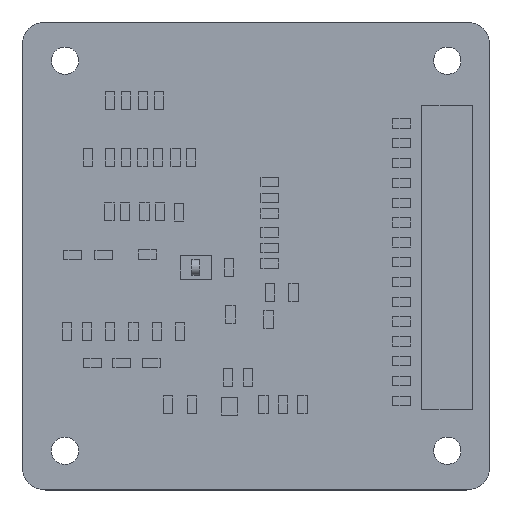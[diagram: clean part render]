
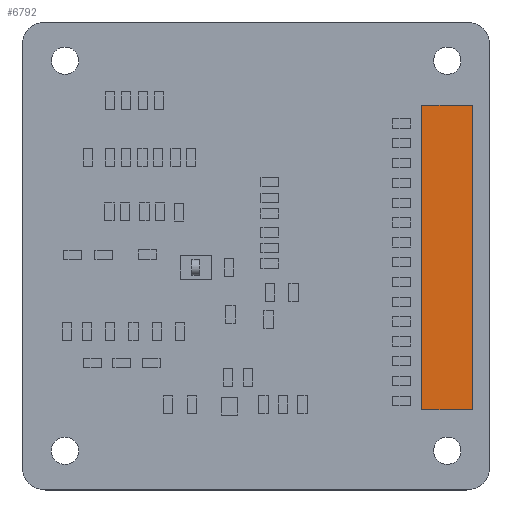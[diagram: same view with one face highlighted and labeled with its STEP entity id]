
A CAD part, top view. The second image highlights one B-rep face of the part: STEP entity #6792.
In plain terms, the highlighted planar face has unit normal (0, 0, 1).
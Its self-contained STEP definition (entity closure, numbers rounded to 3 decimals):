
#6478 = VERTEX_POINT('',#6479);
#6479 = CARTESIAN_POINT('',(3.25,19.5,4.6));
#6486 = PLANE('',#6487);
#6487 = AXIS2_PLACEMENT_3D('',#6488,#6489,#6490);
#6488 = CARTESIAN_POINT('',(3.25,19.5,0.));
#6489 = DIRECTION('',(0.,-1.,0.));
#6490 = DIRECTION('',(-1.,0.,0.));
#6498 = PLANE('',#6499);
#6499 = AXIS2_PLACEMENT_3D('',#6500,#6501,#6502);
#6500 = CARTESIAN_POINT('',(3.25,-19.5,0.));
#6501 = DIRECTION('',(-1.,0.,0.));
#6502 = DIRECTION('',(0.,1.,0.));
#6510 = EDGE_CURVE('',#6478,#6511,#6513,.T.);
#6511 = VERTEX_POINT('',#6512);
#6512 = CARTESIAN_POINT('',(-3.25,19.5,4.6));
#6513 = SURFACE_CURVE('',#6514,(#6518,#6525),.PCURVE_S1.);
#6514 = LINE('',#6515,#6516);
#6515 = CARTESIAN_POINT('',(3.25,19.5,4.6));
#6516 = VECTOR('',#6517,1.);
#6517 = DIRECTION('',(-1.,0.,0.));
#6518 = PCURVE('',#6486,#6519);
#6519 = DEFINITIONAL_REPRESENTATION('',(#6520),#6524);
#6520 = LINE('',#6521,#6522);
#6521 = CARTESIAN_POINT('',(0.,-4.6));
#6522 = VECTOR('',#6523,1.);
#6523 = DIRECTION('',(1.,0.));
#6524 = ( GEOMETRIC_REPRESENTATION_CONTEXT(2) 
PARAMETRIC_REPRESENTATION_CONTEXT() REPRESENTATION_CONTEXT('2D SPACE',''
  ) );
#6525 = PCURVE('',#6526,#6531);
#6526 = PLANE('',#6527);
#6527 = AXIS2_PLACEMENT_3D('',#6528,#6529,#6530);
#6528 = CARTESIAN_POINT('',(3.25,19.5,4.6));
#6529 = DIRECTION('',(0.,0.,-1.));
#6530 = DIRECTION('',(-1.,0.,0.));
#6531 = DEFINITIONAL_REPRESENTATION('',(#6532),#6536);
#6532 = LINE('',#6533,#6534);
#6533 = CARTESIAN_POINT('',(0.,0.));
#6534 = VECTOR('',#6535,1.);
#6535 = DIRECTION('',(1.,0.));
#6536 = ( GEOMETRIC_REPRESENTATION_CONTEXT(2) 
PARAMETRIC_REPRESENTATION_CONTEXT() REPRESENTATION_CONTEXT('2D SPACE',''
  ) );
#6554 = PLANE('',#6555);
#6555 = AXIS2_PLACEMENT_3D('',#6556,#6557,#6558);
#6556 = CARTESIAN_POINT('',(-3.25,19.5,0.));
#6557 = DIRECTION('',(1.,0.,0.));
#6558 = DIRECTION('',(0.,-1.,0.));
#6596 = EDGE_CURVE('',#6511,#6597,#6599,.T.);
#6597 = VERTEX_POINT('',#6598);
#6598 = CARTESIAN_POINT('',(-3.25,-19.5,4.6));
#6599 = SURFACE_CURVE('',#6600,(#6604,#6611),.PCURVE_S1.);
#6600 = LINE('',#6601,#6602);
#6601 = CARTESIAN_POINT('',(-3.25,19.5,4.6));
#6602 = VECTOR('',#6603,1.);
#6603 = DIRECTION('',(0.,-1.,0.));
#6604 = PCURVE('',#6554,#6605);
#6605 = DEFINITIONAL_REPRESENTATION('',(#6606),#6610);
#6606 = LINE('',#6607,#6608);
#6607 = CARTESIAN_POINT('',(0.,-4.6));
#6608 = VECTOR('',#6609,1.);
#6609 = DIRECTION('',(1.,0.));
#6610 = ( GEOMETRIC_REPRESENTATION_CONTEXT(2) 
PARAMETRIC_REPRESENTATION_CONTEXT() REPRESENTATION_CONTEXT('2D SPACE',''
  ) );
#6611 = PCURVE('',#6526,#6612);
#6612 = DEFINITIONAL_REPRESENTATION('',(#6613),#6617);
#6613 = LINE('',#6614,#6615);
#6614 = CARTESIAN_POINT('',(6.5,0.));
#6615 = VECTOR('',#6616,1.);
#6616 = DIRECTION('',(0.,-1.));
#6617 = ( GEOMETRIC_REPRESENTATION_CONTEXT(2) 
PARAMETRIC_REPRESENTATION_CONTEXT() REPRESENTATION_CONTEXT('2D SPACE',''
  ) );
#6635 = PLANE('',#6636);
#6636 = AXIS2_PLACEMENT_3D('',#6637,#6638,#6639);
#6637 = CARTESIAN_POINT('',(-3.25,-19.5,0.));
#6638 = DIRECTION('',(0.,1.,0.));
#6639 = DIRECTION('',(1.,0.,0.));
#6672 = EDGE_CURVE('',#6597,#6673,#6675,.T.);
#6673 = VERTEX_POINT('',#6674);
#6674 = CARTESIAN_POINT('',(3.25,-19.5,4.6));
#6675 = SURFACE_CURVE('',#6676,(#6680,#6687),.PCURVE_S1.);
#6676 = LINE('',#6677,#6678);
#6677 = CARTESIAN_POINT('',(-3.25,-19.5,4.6));
#6678 = VECTOR('',#6679,1.);
#6679 = DIRECTION('',(1.,0.,0.));
#6680 = PCURVE('',#6635,#6681);
#6681 = DEFINITIONAL_REPRESENTATION('',(#6682),#6686);
#6682 = LINE('',#6683,#6684);
#6683 = CARTESIAN_POINT('',(0.,-4.6));
#6684 = VECTOR('',#6685,1.);
#6685 = DIRECTION('',(1.,0.));
#6686 = ( GEOMETRIC_REPRESENTATION_CONTEXT(2) 
PARAMETRIC_REPRESENTATION_CONTEXT() REPRESENTATION_CONTEXT('2D SPACE',''
  ) );
#6687 = PCURVE('',#6526,#6688);
#6688 = DEFINITIONAL_REPRESENTATION('',(#6689),#6693);
#6689 = LINE('',#6690,#6691);
#6690 = CARTESIAN_POINT('',(6.5,-39.));
#6691 = VECTOR('',#6692,1.);
#6692 = DIRECTION('',(-1.,0.));
#6693 = ( GEOMETRIC_REPRESENTATION_CONTEXT(2) 
PARAMETRIC_REPRESENTATION_CONTEXT() REPRESENTATION_CONTEXT('2D SPACE',''
  ) );
#6743 = EDGE_CURVE('',#6673,#6478,#6744,.T.);
#6744 = SURFACE_CURVE('',#6745,(#6749,#6756),.PCURVE_S1.);
#6745 = LINE('',#6746,#6747);
#6746 = CARTESIAN_POINT('',(3.25,-19.5,4.6));
#6747 = VECTOR('',#6748,1.);
#6748 = DIRECTION('',(0.,1.,0.));
#6749 = PCURVE('',#6498,#6750);
#6750 = DEFINITIONAL_REPRESENTATION('',(#6751),#6755);
#6751 = LINE('',#6752,#6753);
#6752 = CARTESIAN_POINT('',(0.,-4.6));
#6753 = VECTOR('',#6754,1.);
#6754 = DIRECTION('',(1.,0.));
#6755 = ( GEOMETRIC_REPRESENTATION_CONTEXT(2) 
PARAMETRIC_REPRESENTATION_CONTEXT() REPRESENTATION_CONTEXT('2D SPACE',''
  ) );
#6756 = PCURVE('',#6526,#6757);
#6757 = DEFINITIONAL_REPRESENTATION('',(#6758),#6762);
#6758 = LINE('',#6759,#6760);
#6759 = CARTESIAN_POINT('',(0.,-39.));
#6760 = VECTOR('',#6761,1.);
#6761 = DIRECTION('',(0.,1.));
#6762 = ( GEOMETRIC_REPRESENTATION_CONTEXT(2) 
PARAMETRIC_REPRESENTATION_CONTEXT() REPRESENTATION_CONTEXT('2D SPACE',''
  ) );
#6792 = ADVANCED_FACE('',(#6793),#6526,.F.);
#6793 = FACE_BOUND('',#6794,.T.);
#6794 = EDGE_LOOP('',(#6795,#6796,#6797,#6798));
#6795 = ORIENTED_EDGE('',*,*,#6510,.T.);
#6796 = ORIENTED_EDGE('',*,*,#6596,.T.);
#6797 = ORIENTED_EDGE('',*,*,#6672,.T.);
#6798 = ORIENTED_EDGE('',*,*,#6743,.T.);
